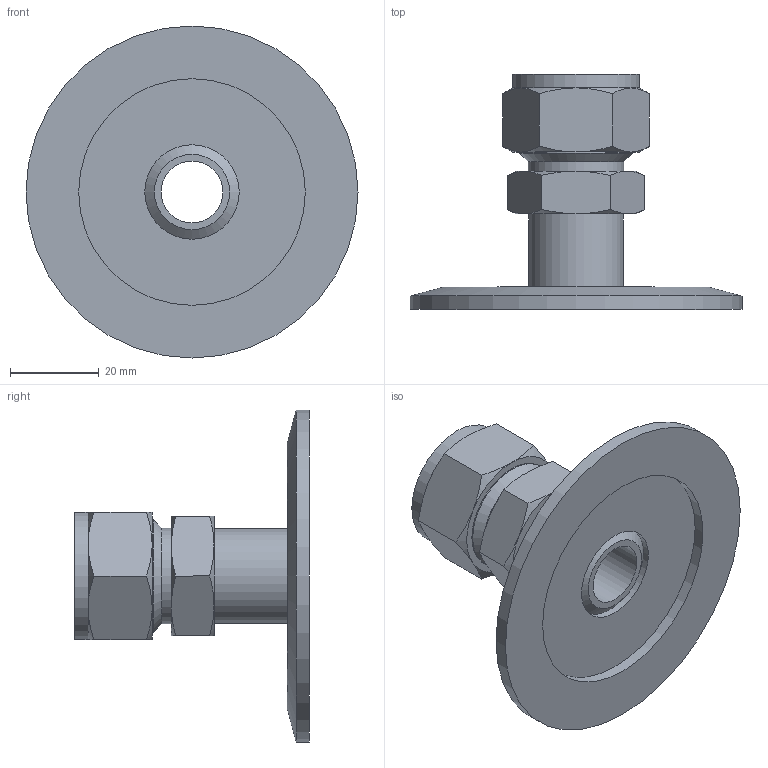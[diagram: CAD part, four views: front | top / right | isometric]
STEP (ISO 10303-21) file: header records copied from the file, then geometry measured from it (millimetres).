
FILE_DESCRIPTION(/* description */ (''),/* implementation_level */ '2;1');
FILE_NAME(/* name */ 'FL-SWG75-50KF.stp',/* time_stamp */ '2019-02-27T15:14:25+00:00',/* author */ ('paul'),/* organization */ (''),/* preprocessor_version */ 'ST-DEVELOPER v17.2',/* originating_system */ 'Autodesk Inventor 2019',/* authorisation */ '');
FILE_SCHEMA (('AUTOMOTIVE_DESIGN { 1 0 10303 214 3 1 1 }'));
Length unit declared in the file: millimetre
Products named in the file (3): FL-SWG75-40CF; FL-50KF; SS-1210-1-8W
Assembly tree (2 placements, depth 2):
  FL-SWG75-40CF
    FL-50KF
    SS-1210-1-8W
Bounding box: 75 x 53.05 x 75 mm (x, y, z)
Volume: 30200 mm3; surface area: 17633.3 mm2
Topology: 2 solids, 2 shells, 57 faces, 121 edges, 73 vertices
Faces by surface type: cone 27, plane 21, cylinder 9
Full cylindrical faces by diameter (mm): 13.97 x1, 19.05 x1, 21.336 x2, 21.62 x1, 25.4 x1, 28.702 x1, 51.2 x1, 75 x1
Entity records: 1594 total; most frequent: CARTESIAN_POINT 352, DIRECTION 246, ORIENTED_EDGE 242, EDGE_CURVE 121, AXIS2_PLACEMENT_3D 111, VERTEX_POINT 73, EDGE_LOOP 66, FACE_OUTER_BOUND 57
